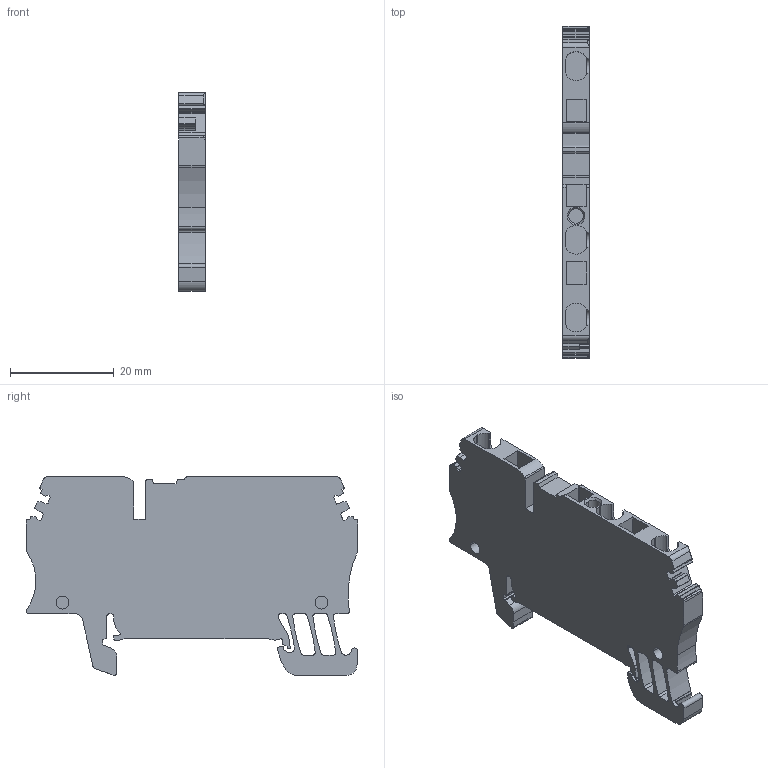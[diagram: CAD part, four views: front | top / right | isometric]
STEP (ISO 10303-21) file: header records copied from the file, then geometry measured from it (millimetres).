
FILE_DESCRIPTION(('CATIA V5R22 STEP214','CAx-IF Rec.Pracs.--- Model Styling and Organization---1.4--- 2014-01-23'),'2;1');
FILE_NAME ('D1454415_0', '2020-08-11T13:40:32+00:00', ('Weidmueller Interface'), ('Weidmueller'), 'CATIA Version 5-6 Release 2016 SP3 HF44', 'CATIA V5 STEP AP214', 'none');
FILE_SCHEMA(('AUTOMOTIVE_DESIGN { 1 0 10303 214 1 1 1 1 }'));
Length unit declared in the file: millimetre
Products named in the file (1): 1683410000
Bounding box: 5.1 x 64.05 x 38.35 mm (x, y, z)
Volume: 8524.7 mm3; surface area: 6251.4 mm2
Topology: 1 solids, 1 shells, 335 faces, 946 edges, 619 vertices
Faces by surface type: plane 186, cylinder 129, cone 20
Entity records: 10473 total; most frequent: CARTESIAN_POINT 1953, ORIENTED_EDGE 1886, DIRECTION 1531, EDGE_CURVE 943, VECTOR 659, LINE 659, VERTEX_POINT 619, AXIS2_PLACEMENT_3D 572
